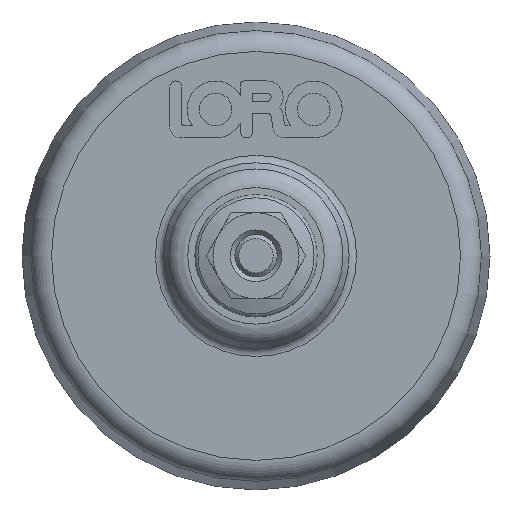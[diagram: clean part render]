
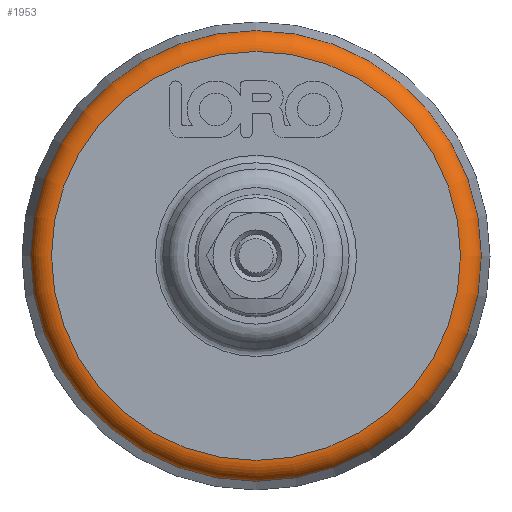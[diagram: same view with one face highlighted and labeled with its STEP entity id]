
A CAD part, top view. The second image highlights one B-rep face of the part: STEP entity #1953.
In plain terms, the highlighted toroidal (fillet/blend) face has major radius 237.327 mm and minor radius 25 mm.
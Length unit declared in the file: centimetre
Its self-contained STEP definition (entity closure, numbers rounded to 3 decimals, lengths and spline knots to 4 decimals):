
#111=TOROIDAL_SURFACE('',#2206,23.7327,2.5);
#222=FACE_OUTER_BOUND('',#354,.T.);
#354=EDGE_LOOP('',(#1747,#1748,#1749,#1750,#1751));
#485=CIRCLE('',#2185,23.7327);
#497=CIRCLE('',#2207,26.1475);
#498=CIRCLE('',#2208,2.5);
#499=CIRCLE('',#2209,26.1475);
#924=VERTEX_POINT('',#3527);
#934=VERTEX_POINT('',#3561);
#935=VERTEX_POINT('',#3562);
#1194=EDGE_CURVE('',#924,#924,#485,.T.);
#1208=EDGE_CURVE('',#934,#935,#497,.T.);
#1209=EDGE_CURVE('',#934,#924,#498,.T.);
#1210=EDGE_CURVE('',#935,#934,#499,.T.);
#1747=ORIENTED_EDGE('',*,*,#1208,.F.);
#1748=ORIENTED_EDGE('',*,*,#1209,.T.);
#1749=ORIENTED_EDGE('',*,*,#1194,.T.);
#1750=ORIENTED_EDGE('',*,*,#1209,.F.);
#1751=ORIENTED_EDGE('',*,*,#1210,.F.);
#1953=ADVANCED_FACE('',(#222),#111,.T.);
#2185=AXIS2_PLACEMENT_3D('',#3528,#2775,#2776);
#2206=AXIS2_PLACEMENT_3D('',#3560,#2819,#2820);
#2207=AXIS2_PLACEMENT_3D('',#3563,#2821,#2822);
#2208=AXIS2_PLACEMENT_3D('',#3564,#2823,#2824);
#2209=AXIS2_PLACEMENT_3D('',#3565,#2825,#2826);
#2775=DIRECTION('center_axis',(0.,0.,-1.));
#2776=DIRECTION('ref_axis',(1.,0.,0.));
#2819=DIRECTION('center_axis',(0.,0.,-1.));
#2820=DIRECTION('ref_axis',(0.,1.,0.));
#2821=DIRECTION('center_axis',(0.,0.,-1.));
#2822=DIRECTION('ref_axis',(1.,0.,0.));
#2823=DIRECTION('center_axis',(-1.,0.,0.));
#2824=DIRECTION('ref_axis',(0.,-1.,0.));
#2825=DIRECTION('center_axis',(0.,0.,-1.));
#2826=DIRECTION('ref_axis',(1.,0.,0.));
#3527=CARTESIAN_POINT('',(0.,-23.7327,16.07));
#3528=CARTESIAN_POINT('Origin',(0.,0.,
16.07));
#3560=CARTESIAN_POINT('Origin',(0.,0.,
13.57));
#3561=CARTESIAN_POINT('',(0.,-26.1475,14.217));
#3562=CARTESIAN_POINT('',(26.1475,0.,14.217));
#3563=CARTESIAN_POINT('Origin',(0.,0.,
14.217));
#3564=CARTESIAN_POINT('Origin',(0.,-23.7327,
13.57));
#3565=CARTESIAN_POINT('Origin',(0.,0.,
14.217));
